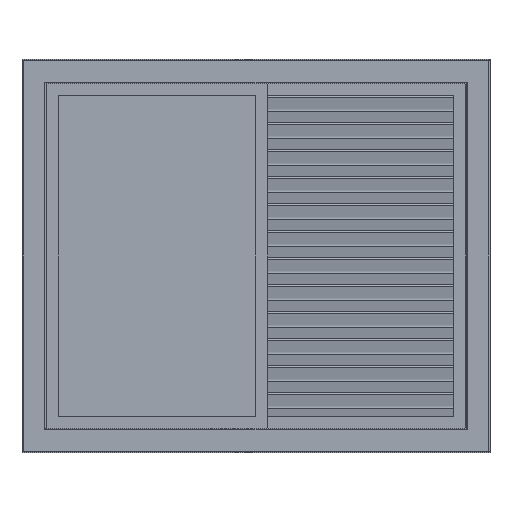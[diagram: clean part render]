
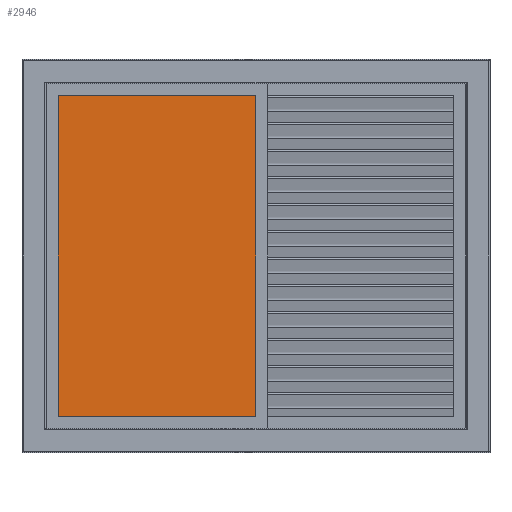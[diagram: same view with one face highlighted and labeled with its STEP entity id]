
A CAD part, front view. The second image highlights one B-rep face of the part: STEP entity #2946.
In plain terms, the highlighted planar face has unit normal (0, -1, 0).
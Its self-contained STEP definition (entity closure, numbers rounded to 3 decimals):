
#2637 = VERTEX_POINT('',#2638);
#2638 = CARTESIAN_POINT('',(90.,37.5,2009.));
#2647 = PLANE('',#2648);
#2648 = AXIS2_PLACEMENT_3D('',#2649,#2650,#2651);
#2649 = CARTESIAN_POINT('',(90.,37.5,2009.));
#2650 = DIRECTION('',(0.,0.,-1.));
#2651 = DIRECTION('',(1.,0.,0.));
#2659 = PLANE('',#2660);
#2660 = AXIS2_PLACEMENT_3D('',#2661,#2662,#2663);
#2661 = CARTESIAN_POINT('',(90.,37.5,941.));
#2662 = DIRECTION('',(1.,0.,0.));
#2663 = DIRECTION('',(0.,0.,1.));
#2700 = VERTEX_POINT('',#2701);
#2701 = CARTESIAN_POINT('',(749.,37.5,2009.));
#2715 = PLANE('',#2716);
#2716 = AXIS2_PLACEMENT_3D('',#2717,#2718,#2719);
#2717 = CARTESIAN_POINT('',(749.,37.5,2009.));
#2718 = DIRECTION('',(-1.,0.,0.));
#2719 = DIRECTION('',(0.,0.,-1.));
#2727 = EDGE_CURVE('',#2637,#2700,#2728,.T.);
#2728 = SURFACE_CURVE('',#2729,(#2733,#2740),.PCURVE_S1.);
#2729 = LINE('',#2730,#2731);
#2730 = CARTESIAN_POINT('',(90.,37.5,2009.));
#2731 = VECTOR('',#2732,1.);
#2732 = DIRECTION('',(1.,0.,0.));
#2733 = PCURVE('',#2647,#2734);
#2734 = DEFINITIONAL_REPRESENTATION('',(#2735),#2739);
#2735 = LINE('',#2736,#2737);
#2736 = CARTESIAN_POINT('',(0.,0.));
#2737 = VECTOR('',#2738,1.);
#2738 = DIRECTION('',(1.,0.));
#2739 = ( GEOMETRIC_REPRESENTATION_CONTEXT(2) 
PARAMETRIC_REPRESENTATION_CONTEXT() REPRESENTATION_CONTEXT('2D SPACE',''
  ) );
#2740 = PCURVE('',#2741,#2746);
#2741 = PLANE('',#2742);
#2742 = AXIS2_PLACEMENT_3D('',#2743,#2744,#2745);
#2743 = CARTESIAN_POINT('',(90.,37.5,2009.));
#2744 = DIRECTION('',(0.,-1.,0.));
#2745 = DIRECTION('',(0.,0.,-1.));
#2746 = DEFINITIONAL_REPRESENTATION('',(#2747),#2751);
#2747 = LINE('',#2748,#2749);
#2748 = CARTESIAN_POINT('',(0.,0.));
#2749 = VECTOR('',#2750,1.);
#2750 = DIRECTION('',(0.,1.));
#2751 = ( GEOMETRIC_REPRESENTATION_CONTEXT(2) 
PARAMETRIC_REPRESENTATION_CONTEXT() REPRESENTATION_CONTEXT('2D SPACE',''
  ) );
#2781 = VERTEX_POINT('',#2782);
#2782 = CARTESIAN_POINT('',(749.,37.5,941.));
#2796 = PLANE('',#2797);
#2797 = AXIS2_PLACEMENT_3D('',#2798,#2799,#2800);
#2798 = CARTESIAN_POINT('',(749.,37.5,941.));
#2799 = DIRECTION('',(0.,0.,1.));
#2800 = DIRECTION('',(-1.,0.,0.));
#2808 = EDGE_CURVE('',#2700,#2781,#2809,.T.);
#2809 = SURFACE_CURVE('',#2810,(#2814,#2821),.PCURVE_S1.);
#2810 = LINE('',#2811,#2812);
#2811 = CARTESIAN_POINT('',(749.,37.5,2009.));
#2812 = VECTOR('',#2813,1.);
#2813 = DIRECTION('',(0.,0.,-1.));
#2814 = PCURVE('',#2715,#2815);
#2815 = DEFINITIONAL_REPRESENTATION('',(#2816),#2820);
#2816 = LINE('',#2817,#2818);
#2817 = CARTESIAN_POINT('',(0.,0.));
#2818 = VECTOR('',#2819,1.);
#2819 = DIRECTION('',(1.,0.));
#2820 = ( GEOMETRIC_REPRESENTATION_CONTEXT(2) 
PARAMETRIC_REPRESENTATION_CONTEXT() REPRESENTATION_CONTEXT('2D SPACE',''
  ) );
#2821 = PCURVE('',#2741,#2822);
#2822 = DEFINITIONAL_REPRESENTATION('',(#2823),#2827);
#2823 = LINE('',#2824,#2825);
#2824 = CARTESIAN_POINT('',(0.,659.));
#2825 = VECTOR('',#2826,1.);
#2826 = DIRECTION('',(1.,0.));
#2827 = ( GEOMETRIC_REPRESENTATION_CONTEXT(2) 
PARAMETRIC_REPRESENTATION_CONTEXT() REPRESENTATION_CONTEXT('2D SPACE',''
  ) );
#2857 = VERTEX_POINT('',#2858);
#2858 = CARTESIAN_POINT('',(90.,37.5,941.));
#2879 = EDGE_CURVE('',#2781,#2857,#2880,.T.);
#2880 = SURFACE_CURVE('',#2881,(#2885,#2892),.PCURVE_S1.);
#2881 = LINE('',#2882,#2883);
#2882 = CARTESIAN_POINT('',(749.,37.5,941.));
#2883 = VECTOR('',#2884,1.);
#2884 = DIRECTION('',(-1.,0.,0.));
#2885 = PCURVE('',#2796,#2886);
#2886 = DEFINITIONAL_REPRESENTATION('',(#2887),#2891);
#2887 = LINE('',#2888,#2889);
#2888 = CARTESIAN_POINT('',(0.,0.));
#2889 = VECTOR('',#2890,1.);
#2890 = DIRECTION('',(1.,0.));
#2891 = ( GEOMETRIC_REPRESENTATION_CONTEXT(2) 
PARAMETRIC_REPRESENTATION_CONTEXT() REPRESENTATION_CONTEXT('2D SPACE',''
  ) );
#2892 = PCURVE('',#2741,#2893);
#2893 = DEFINITIONAL_REPRESENTATION('',(#2894),#2898);
#2894 = LINE('',#2895,#2896);
#2895 = CARTESIAN_POINT('',(1068.,659.));
#2896 = VECTOR('',#2897,1.);
#2897 = DIRECTION('',(-0.,-1.));
#2898 = ( GEOMETRIC_REPRESENTATION_CONTEXT(2) 
PARAMETRIC_REPRESENTATION_CONTEXT() REPRESENTATION_CONTEXT('2D SPACE',''
  ) );
#2926 = EDGE_CURVE('',#2857,#2637,#2927,.T.);
#2927 = SURFACE_CURVE('',#2928,(#2932,#2939),.PCURVE_S1.);
#2928 = LINE('',#2929,#2930);
#2929 = CARTESIAN_POINT('',(90.,37.5,941.));
#2930 = VECTOR('',#2931,1.);
#2931 = DIRECTION('',(0.,0.,1.));
#2932 = PCURVE('',#2659,#2933);
#2933 = DEFINITIONAL_REPRESENTATION('',(#2934),#2938);
#2934 = LINE('',#2935,#2936);
#2935 = CARTESIAN_POINT('',(0.,0.));
#2936 = VECTOR('',#2937,1.);
#2937 = DIRECTION('',(1.,0.));
#2938 = ( GEOMETRIC_REPRESENTATION_CONTEXT(2) 
PARAMETRIC_REPRESENTATION_CONTEXT() REPRESENTATION_CONTEXT('2D SPACE',''
  ) );
#2939 = PCURVE('',#2741,#2940);
#2940 = DEFINITIONAL_REPRESENTATION('',(#2941),#2945);
#2941 = LINE('',#2942,#2943);
#2942 = CARTESIAN_POINT('',(1068.,0.));
#2943 = VECTOR('',#2944,1.);
#2944 = DIRECTION('',(-1.,0.));
#2945 = ( GEOMETRIC_REPRESENTATION_CONTEXT(2) 
PARAMETRIC_REPRESENTATION_CONTEXT() REPRESENTATION_CONTEXT('2D SPACE',''
  ) );
#2946 = ADVANCED_FACE('',(#2947),#2741,.T.);
#2947 = FACE_BOUND('',#2948,.F.);
#2948 = EDGE_LOOP('',(#2949,#2950,#2951,#2952));
#2949 = ORIENTED_EDGE('',*,*,#2727,.T.);
#2950 = ORIENTED_EDGE('',*,*,#2808,.T.);
#2951 = ORIENTED_EDGE('',*,*,#2879,.T.);
#2952 = ORIENTED_EDGE('',*,*,#2926,.T.);
